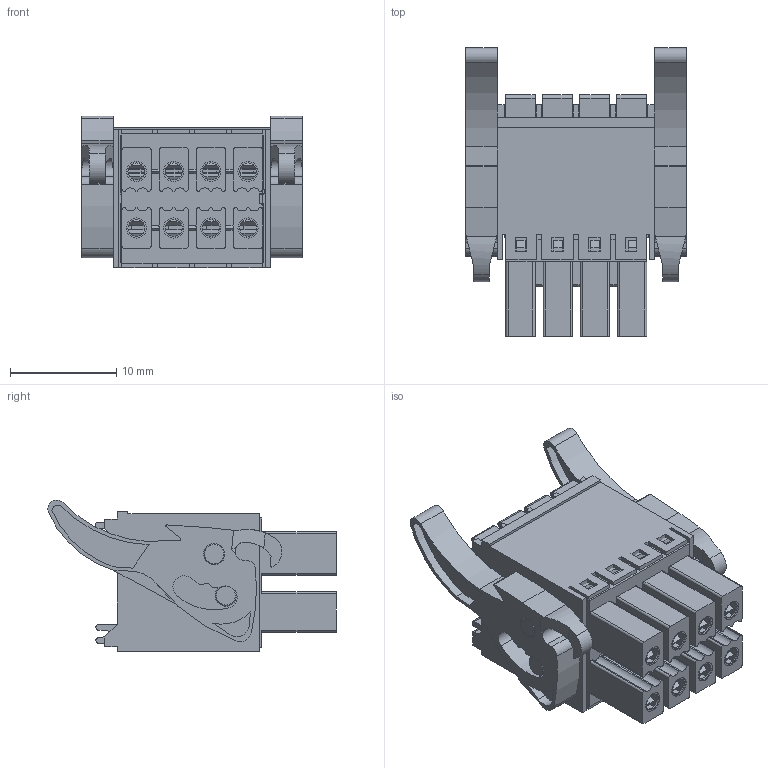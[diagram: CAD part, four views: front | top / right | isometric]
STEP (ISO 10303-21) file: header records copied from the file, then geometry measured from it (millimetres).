
FILE_DESCRIPTION(/* description */ ('Unknown'),/* implementation_level */ '2;1');
FILE_NAME(/* name */ '69137918008',/* time_stamp */ '2024-12-02T14:42:04+01:00',/* author */ ('Unknown'),/* organization */ ('Unknown'),/* preprocessor_version */ 'ST-DEVELOPER v19.4',/* originating_system */ 'Solid Edge',/* authorisation */ 'Unknown');
FILE_SCHEMA (('AUTOMOTIVE_DESIGN {1 0 10303 214 3 1 1}'));
Length unit declared in the file: millimetre
Products named in the file (8): 6913791800xx; 691379180008; 691379180008-2; 6913791800xx_Terminal Lever; 6913791800xx_Contact; 6913791000xx_Contact part 1; 6913791000xx_Contact part 2; 6913791800xx_Operating Lever
Assembly tree (22 placements, depth 3):
  6913791800xx
    691379180008
    691379180008-2
    6913791800xx_Terminal Lever  x8
    6913791800xx_Contact  x8
      6913791000xx_Contact part 1
      6913791000xx_Contact part 2
    6913791800xx_Operating Lever  x2
Bounding box: 20.8 x 27.15 x 14.28 mm (x, y, z)
Volume: 2506.1 mm3; surface area: 8675.8 mm2
Topology: 28 solids, 28 shells, 2052 faces, 5793 edges, 3811 vertices
Faces by surface type: plane 1398, cylinder 606, bspline 40, cone 8
Full cylindrical faces by diameter (mm): 1.6 x8, 1.8 x2, 1.9 x8, 2 x8, 3 x8
Entity records: 30820 total; most frequent: CARTESIAN_POINT 5499, ORIENTED_EDGE 4876, DIRECTION 4578, EDGE_CURVE 2438, LINE 2008, VECTOR 2008, VERTEX_POINT 1622, AXIS2_PLACEMENT_3D 1285
